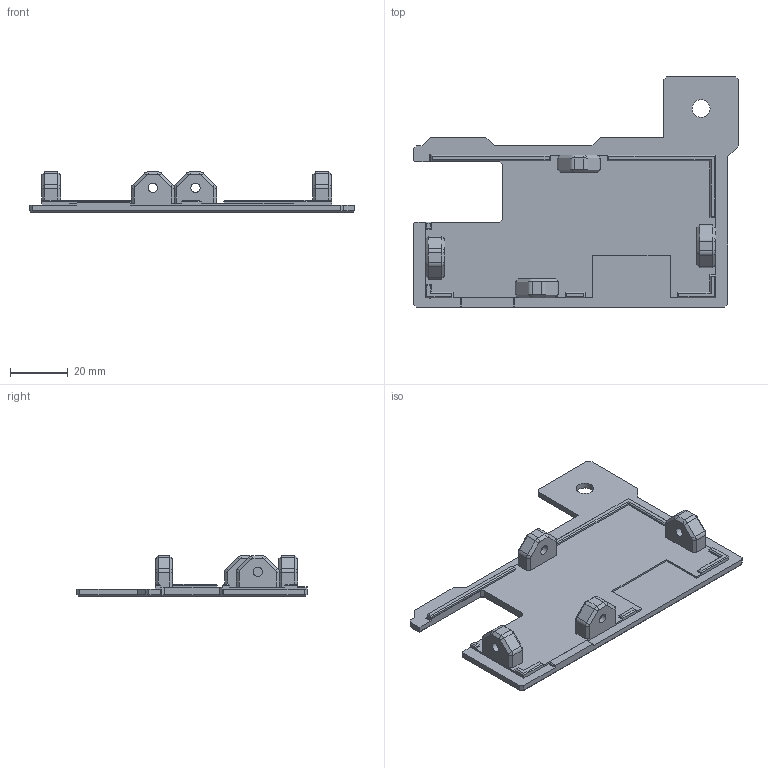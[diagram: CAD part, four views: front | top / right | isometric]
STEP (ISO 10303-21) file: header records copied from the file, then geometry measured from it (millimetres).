
FILE_DESCRIPTION(/* description */ (''),/* implementation_level */ '2;1');
FILE_NAME(/* name */ 'PSU-CoverBottom-TwoHole.step',/* time_stamp */ '2019-11-30T12:49:24+01:00',/* author */ (''),/* organization */ (''),/* preprocessor_version */ 'ST-DEVELOPER v18',/* originating_system */ 'Autodesk Translation Framework v8.12.0.6',/* authorisation */ '');
FILE_SCHEMA (('AUTOMOTIVE_DESIGN { 1 0 10303 214 3 1 1 }'));
Length unit declared in the file: millimetre
Products named in the file (1): PSU-CoverBottom (1) (1)
Bounding box: 113 x 80 x 14.1 mm (x, y, z)
Volume: 20982 mm3; surface area: 16015.1 mm2
Topology: 1 solids, 1 shells, 298 faces, 760 edges, 470 vertices
Faces by surface type: plane 240, cone 33, cylinder 25
Full cylindrical faces by diameter (mm): 3.2 x8, 6.2 x1
Entity records: 8842 total; most frequent: CARTESIAN_POINT 1529, ORIENTED_EDGE 1520, DIRECTION 1460, EDGE_CURVE 760, LINE 658, VECTOR 658, VERTEX_POINT 470, AXIS2_PLACEMENT_3D 401
